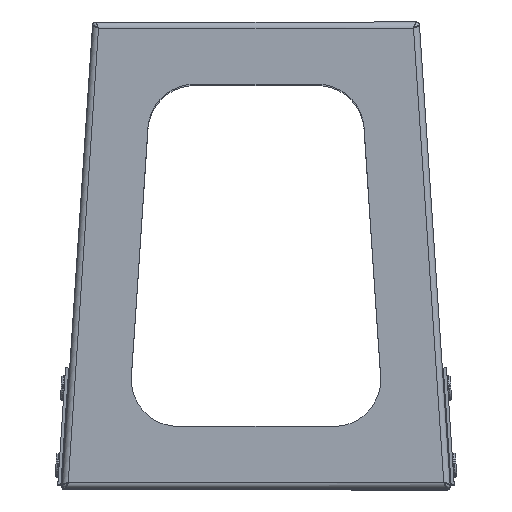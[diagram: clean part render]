
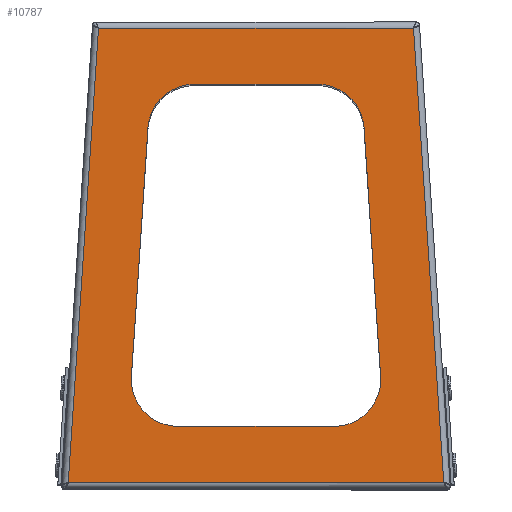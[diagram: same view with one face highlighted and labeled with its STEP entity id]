
A CAD part, top view. The second image highlights one B-rep face of the part: STEP entity #10787.
In plain terms, the highlighted planar face has unit normal (0, 0, 1).
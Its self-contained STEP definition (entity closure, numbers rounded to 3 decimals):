
#23 = AXIS2_PLACEMENT_3D ( 'NONE', #7559, #251, #7491 ) ;
#112 = LINE ( 'NONE', #4331, #10586 ) ;
#251 = DIRECTION ( 'NONE',  ( 0., 0., 1. ) ) ;
#407 = ORIENTED_EDGE ( 'NONE', *, *, #13347, .F. ) ;
#461 = LINE ( 'NONE', #8058, #7564 ) ;
#553 = VERTEX_POINT ( 'NONE', #2031 ) ;
#803 = DIRECTION ( 'NONE',  ( 1., 0., 0. ) ) ;
#926 = VECTOR ( 'NONE', #1440, 1000. ) ;
#927 = DIRECTION ( 'NONE',  ( 0., 0., 1. ) ) ;
#982 = ORIENTED_EDGE ( 'NONE', *, *, #9488, .T. ) ;
#1075 = VECTOR ( 'NONE', #803, 1000. ) ;
#1123 = CARTESIAN_POINT ( 'NONE',  ( -69.445, 81.996, 0. ) ) ;
#1341 = CIRCLE ( 'NONE', #11233, 30. ) ;
#1440 = DIRECTION ( 'NONE',  ( -0.067, 0.998, 0. ) ) ;
#1545 = DIRECTION ( 'NONE',  ( 1., 0., 0. ) ) ;
#1637 = DIRECTION ( 'NONE',  ( -1., 0., 0. ) ) ;
#1999 = LINE ( 'NONE', #12623, #1075 ) ;
#2031 = CARTESIAN_POINT ( 'NONE',  ( -120.724, -146., 0. ) ) ;
#2460 = AXIS2_PLACEMENT_3D ( 'NONE', #9451, #927, #9374 ) ;
#2518 = ORIENTED_EDGE ( 'NONE', *, *, #13697, .F. ) ;
#2545 = EDGE_CURVE ( 'NONE', #8657, #3079, #2669, .T. ) ;
#2669 = LINE ( 'NONE', #1123, #12534 ) ;
#2714 = CARTESIAN_POINT ( 'NONE',  ( 80.112, -78.004, 0. ) ) ;
#2832 = LINE ( 'NONE', #13671, #9170 ) ;
#3007 = VERTEX_POINT ( 'NONE', #3076 ) ;
#3069 = CARTESIAN_POINT ( 'NONE',  ( 39.511, 80., 0. ) ) ;
#3076 = CARTESIAN_POINT ( 'NONE',  ( -101.258, 146., 0. ) ) ;
#3079 = VERTEX_POINT ( 'NONE', #8780 ) ;
#3081 = VECTOR ( 'NONE', #8977, 1000. ) ;
#3082 = CARTESIAN_POINT ( 'NONE',  ( 39.511, 110., 0. ) ) ;
#3139 = CARTESIAN_POINT ( 'NONE',  ( 69.445, 81.996, 0. ) ) ;
#3254 = ORIENTED_EDGE ( 'NONE', *, *, #7067, .F. ) ;
#3655 = DIRECTION ( 'NONE',  ( 0., 0., 1. ) ) ;
#3675 = CARTESIAN_POINT ( 'NONE',  ( 103.06, 146., 0. ) ) ;
#3775 = VECTOR ( 'NONE', #1637, 1000. ) ;
#3933 = VERTEX_POINT ( 'NONE', #4789 ) ;
#4130 = ORIENTED_EDGE ( 'NONE', *, *, #12120, .F. ) ;
#4158 = CARTESIAN_POINT ( 'NONE',  ( -69.445, 81.996, 0. ) ) ;
#4331 = CARTESIAN_POINT ( 'NONE',  ( 120.862, -148.06, 0. ) ) ;
#4489 = CIRCLE ( 'NONE', #12348, 30. ) ;
#4576 = ORIENTED_EDGE ( 'NONE', *, *, #9517, .F. ) ;
#4765 = DIRECTION ( 'NONE',  ( 0., 0., 1. ) ) ;
#4789 = CARTESIAN_POINT ( 'NONE',  ( 120.724, -146., 0. ) ) ;
#4804 = VERTEX_POINT ( 'NONE', #5399 ) ;
#4869 = DIRECTION ( 'NONE',  ( -1., 0., 0. ) ) ;
#5085 = VERTEX_POINT ( 'NONE', #8063 ) ;
#5115 = CIRCLE ( 'NONE', #12970, 30. ) ;
#5399 = CARTESIAN_POINT ( 'NONE',  ( 101.258, 146., 0. ) ) ;
#5536 = CARTESIAN_POINT ( 'NONE',  ( 50.178, -110., 0. ) ) ;
#5870 = CARTESIAN_POINT ( 'NONE',  ( -50.178, -110., 0. ) ) ;
#5917 = DIRECTION ( 'NONE',  ( 0., 0., 1. ) ) ;
#6089 = ORIENTED_EDGE ( 'NONE', *, *, #7323, .F. ) ;
#6732 = CARTESIAN_POINT ( 'NONE',  ( 80.112, -78.004, 0. ) ) ;
#6951 = CIRCLE ( 'NONE', #2460, 30. ) ;
#6963 = VERTEX_POINT ( 'NONE', #3139 ) ;
#6998 = LINE ( 'NONE', #5870, #3081 ) ;
#7001 = ORIENTED_EDGE ( 'NONE', *, *, #8042, .T. ) ;
#7030 = ORIENTED_EDGE ( 'NONE', *, *, #8570, .F. ) ;
#7067 = EDGE_CURVE ( 'NONE', #5085, #10721, #7889, .T. ) ;
#7199 = VERTEX_POINT ( 'NONE', #12055 ) ;
#7228 = EDGE_CURVE ( 'NONE', #3933, #4804, #112, .T. ) ;
#7323 = EDGE_CURVE ( 'NONE', #10721, #6963, #12261, .T. ) ;
#7491 = DIRECTION ( 'NONE',  ( -1., 0., 0. ) ) ;
#7559 = CARTESIAN_POINT ( 'NONE',  ( 50.178, -80., 0. ) ) ;
#7564 = VECTOR ( 'NONE', #11365, 1000. ) ;
#7659 = DIRECTION ( 'NONE',  ( -0.067, -0.998, 0. ) ) ;
#7889 = CIRCLE ( 'NONE', #23, 30. ) ;
#7895 = LINE ( 'NONE', #3675, #3775 ) ;
#8042 = EDGE_CURVE ( 'NONE', #553, #3933, #1999, .T. ) ;
#8058 = CARTESIAN_POINT ( 'NONE',  ( -101.138, 147.799, 0. ) ) ;
#8063 = CARTESIAN_POINT ( 'NONE',  ( 80.178, -80., 0. ) ) ;
#8171 = ORIENTED_EDGE ( 'NONE', *, *, #7228, .T. ) ;
#8299 = EDGE_CURVE ( 'NONE', #4804, #3007, #7895, .T. ) ;
#8570 = EDGE_CURVE ( 'NONE', #10556, #7199, #2832, .T. ) ;
#8629 = DIRECTION ( 'NONE',  ( -0.067, 0.998, 0. ) ) ;
#8657 = VERTEX_POINT ( 'NONE', #4158 ) ;
#8780 = CARTESIAN_POINT ( 'NONE',  ( -80.112, -78.004, 0. ) ) ;
#8977 = DIRECTION ( 'NONE',  ( 1., 0., 0. ) ) ;
#8989 = FACE_BOUND ( 'NONE', #10979, .T. ) ;
#9025 = CARTESIAN_POINT ( 'NONE',  ( -50.178, -80., 0. ) ) ;
#9059 = PLANE ( 'NONE',  #9383 ) ;
#9170 = VECTOR ( 'NONE', #9452, 1000. ) ;
#9374 = DIRECTION ( 'NONE',  ( -1., 0., 0. ) ) ;
#9383 = AXIS2_PLACEMENT_3D ( 'NONE', #13497, #4765, #11375 ) ;
#9451 = CARTESIAN_POINT ( 'NONE',  ( 50.178, -80., 0. ) ) ;
#9452 = DIRECTION ( 'NONE',  ( -1., 0., 0. ) ) ;
#9488 = EDGE_CURVE ( 'NONE', #3007, #553, #461, .T. ) ;
#9517 = EDGE_CURVE ( 'NONE', #12748, #11881, #6998, .T. ) ;
#9690 = CARTESIAN_POINT ( 'NONE',  ( -50.178, -110., 0. ) ) ;
#10556 = VERTEX_POINT ( 'NONE', #3082 ) ;
#10577 = ORIENTED_EDGE ( 'NONE', *, *, #8299, .T. ) ;
#10586 = VECTOR ( 'NONE', #8629, 1000. ) ;
#10721 = VERTEX_POINT ( 'NONE', #6732 ) ;
#10787 = ADVANCED_FACE ( 'NONE', ( #8989, #12277 ), #9059, .T. ) ;
#10979 = EDGE_LOOP ( 'NONE', ( #11811, #4576, #407, #11885, #2518, #7030, #4130, #6089, #3254 ) ) ;
#11233 = AXIS2_PLACEMENT_3D ( 'NONE', #9025, #5917, #4869 ) ;
#11365 = DIRECTION ( 'NONE',  ( -0.067, -0.998, 0. ) ) ;
#11375 = DIRECTION ( 'NONE',  ( 1., 0., 0. ) ) ;
#11811 = ORIENTED_EDGE ( 'NONE', *, *, #13382, .F. ) ;
#11881 = VERTEX_POINT ( 'NONE', #5536 ) ;
#11885 = ORIENTED_EDGE ( 'NONE', *, *, #2545, .F. ) ;
#12055 = CARTESIAN_POINT ( 'NONE',  ( -39.511, 110., 0. ) ) ;
#12120 = EDGE_CURVE ( 'NONE', #6963, #10556, #5115, .T. ) ;
#12261 = LINE ( 'NONE', #2714, #926 ) ;
#12277 = FACE_OUTER_BOUND ( 'NONE', #13469, .T. ) ;
#12348 = AXIS2_PLACEMENT_3D ( 'NONE', #12371, #3655, #1545 ) ;
#12371 = CARTESIAN_POINT ( 'NONE',  ( -39.511, 80., 0. ) ) ;
#12534 = VECTOR ( 'NONE', #7659, 1000. ) ;
#12570 = DIRECTION ( 'NONE',  ( 0., 0., 1. ) ) ;
#12623 = CARTESIAN_POINT ( 'NONE',  ( -122.789, -146., 0. ) ) ;
#12748 = VERTEX_POINT ( 'NONE', #9690 ) ;
#12970 = AXIS2_PLACEMENT_3D ( 'NONE', #3069, #12570, #13633 ) ;
#13347 = EDGE_CURVE ( 'NONE', #3079, #12748, #1341, .T. ) ;
#13382 = EDGE_CURVE ( 'NONE', #11881, #5085, #6951, .T. ) ;
#13469 = EDGE_LOOP ( 'NONE', ( #982, #7001, #8171, #10577 ) ) ;
#13497 = CARTESIAN_POINT ( 'NONE',  ( 0., 0., 0. ) ) ;
#13633 = DIRECTION ( 'NONE',  ( -1., 0., 0. ) ) ;
#13671 = CARTESIAN_POINT ( 'NONE',  ( -39.511, 110., 0. ) ) ;
#13697 = EDGE_CURVE ( 'NONE', #7199, #8657, #4489, .T. ) ;
